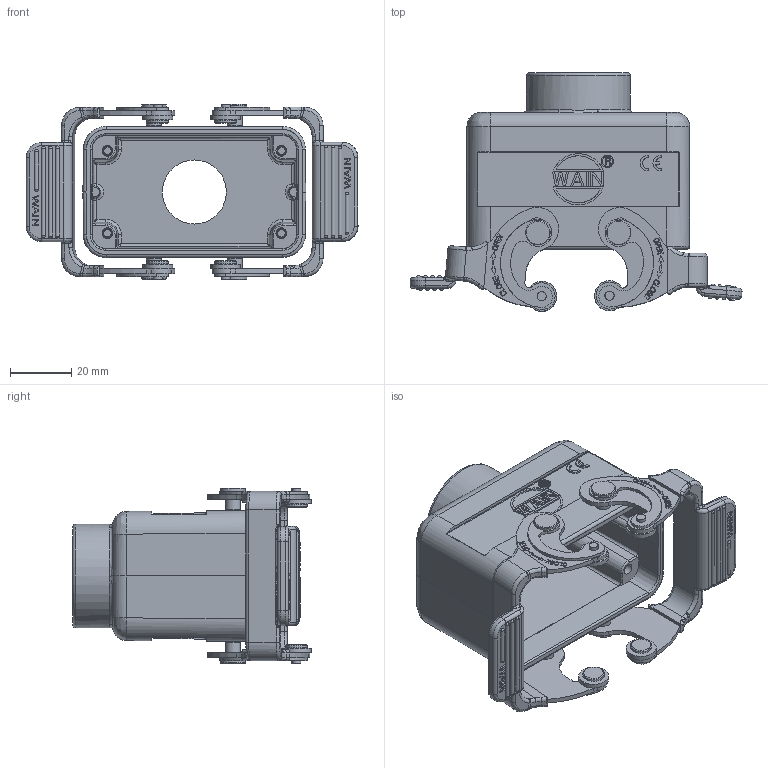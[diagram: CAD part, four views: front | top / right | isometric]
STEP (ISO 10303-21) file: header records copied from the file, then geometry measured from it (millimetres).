
FILE_DESCRIPTION(/* description */ (''),/* implementation_level */ '2;1');
FILE_NAME(/* name */ '25.stp',/* time_stamp */ '2024-03-21T19:53:59+08:00',/* author */ (''),/* organization */ (''),/* preprocessor_version */ 'ST-DEVELOPER v18.1',/* originating_system */ 'SIEMENS PLM Software NX 1980',/* authorisation */ '');
FILE_SCHEMA (('AP203_CONFIGURATION_CONTROLLED_3D_DESIGN_OF_MECHANICAL_PARTS_AND_ASSEMBLIES_MIM_LF { 1 0 10303 403 2 1 2}'));
Products named in the file (1): _model1
Bounding box: 108.78 x 78.21 x 57.45 mm (x, y, z)
Volume: 59183.4 mm3; surface area: 39697 mm2
Topology: 1 solids, 1 shells, 1607 faces, 4038 edges, 2599 vertices
Faces by surface type: plane 829, cylinder 434, torus 99, extrusion 86, bspline 84, cone 39, sphere 36
Full cylindrical faces by diameter (mm): 2.6 x80, 2.95 x4, 3 x4, 3.33 x2, 3.5 x4, 4.07 x2, 4.8 x4, 4.907 x4, 5 x8, 7 x4, 8 x4, 9.8 x4, 21 x1, 23.5 x1, 34 x1
Entity records: 70428 total; most frequent: CARTESIAN_POINT 35148, ORIENTED_EDGE 7366, DIRECTION 6836, EDGE_CURVE 3683, VERTEX_POINT 2397, AXIS2_PLACEMENT_3D 2281, VECTOR 2274, LINE 2188
